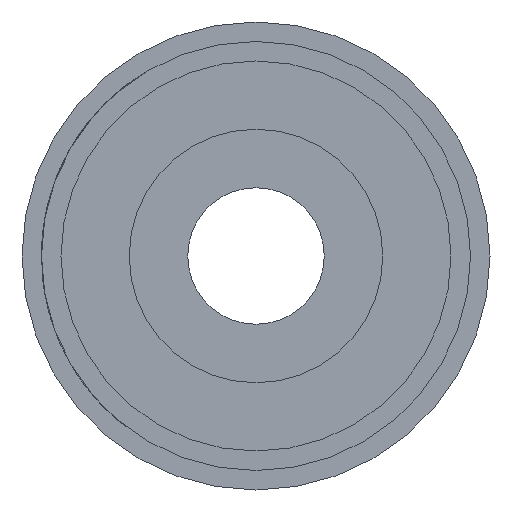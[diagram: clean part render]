
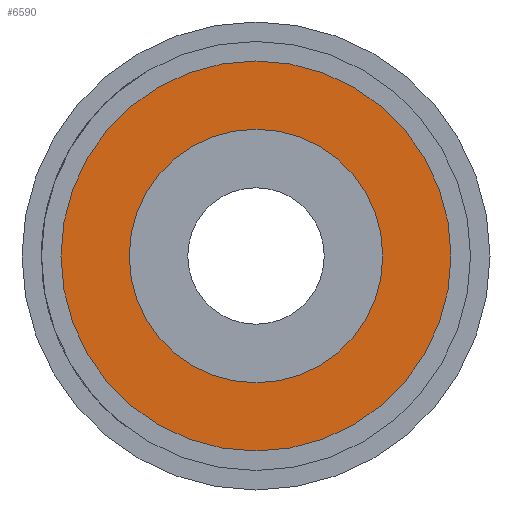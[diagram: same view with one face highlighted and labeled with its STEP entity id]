
A CAD part, left-side view. The second image highlights one B-rep face of the part: STEP entity #6590.
In plain terms, the highlighted planar face has unit normal (-1, 0, 0).
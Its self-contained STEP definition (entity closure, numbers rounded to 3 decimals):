
#566 = CARTESIAN_POINT ( 'NONE',  ( 0., 0., -10. ) ) ;
#1209 = ORIENTED_EDGE ( 'NONE', *, *, #6084, .F. ) ;
#1224 = PLANE ( 'NONE',  #1816 ) ;
#1816 = AXIS2_PLACEMENT_3D ( 'NONE', #2405, #5659, #2367 ) ;
#2172 = ORIENTED_EDGE ( 'NONE', *, *, #6573, .T. ) ;
#2344 = CARTESIAN_POINT ( 'NONE',  ( 0., 0., 0. ) ) ;
#2367 = DIRECTION ( 'NONE',  ( 0., 0., -1. ) ) ;
#2405 = CARTESIAN_POINT ( 'NONE',  ( 0., 0., 0. ) ) ;
#2530 = DIRECTION ( 'NONE',  ( 0., 0., 1. ) ) ;
#2634 = DIRECTION ( 'NONE',  ( 0., 0., 1. ) ) ;
#2688 = EDGE_LOOP ( 'NONE', ( #2172, #6884 ) ) ;
#2736 = VERTEX_POINT ( 'NONE', #8032 ) ;
#2921 = CIRCLE ( 'NONE', #7628, 6.5 ) ;
#3060 = CIRCLE ( 'NONE', #6655, 10. ) ;
#3105 = EDGE_CURVE ( 'NONE', #5139, #2736, #5126, .T. ) ;
#3241 = ORIENTED_EDGE ( 'NONE', *, *, #8298, .F. ) ;
#3303 = CARTESIAN_POINT ( 'NONE',  ( 0., 0., 6.5 ) ) ;
#3425 = DIRECTION ( 'NONE',  ( 0., 0., 1. ) ) ;
#3645 = VERTEX_POINT ( 'NONE', #3303 ) ;
#3830 = CARTESIAN_POINT ( 'NONE',  ( 0., 0., 0. ) ) ;
#4022 = DIRECTION ( 'NONE',  ( -1., 0., 0. ) ) ;
#4173 = AXIS2_PLACEMENT_3D ( 'NONE', #5920, #8493, #2634 ) ;
#4378 = DIRECTION ( 'NONE',  ( 0., 0., 1. ) ) ;
#4518 = CARTESIAN_POINT ( 'NONE',  ( 0., 0., -6.5 ) ) ;
#4990 = VERTEX_POINT ( 'NONE', #4518 ) ;
#5126 = CIRCLE ( 'NONE', #6788, 10. ) ;
#5139 = VERTEX_POINT ( 'NONE', #566 ) ;
#5174 = FACE_BOUND ( 'NONE', #6499, .T. ) ;
#5659 = DIRECTION ( 'NONE',  ( 1., 0., 0. ) ) ;
#5920 = CARTESIAN_POINT ( 'NONE',  ( 0., 0., 0. ) ) ;
#6084 = EDGE_CURVE ( 'NONE', #4990, #3645, #2921, .T. ) ;
#6499 = EDGE_LOOP ( 'NONE', ( #3241, #1209 ) ) ;
#6573 = EDGE_CURVE ( 'NONE', #2736, #5139, #3060, .T. ) ;
#6590 = ADVANCED_FACE ( 'NONE', ( #5174, #7821 ), #1224, .F. ) ;
#6655 = AXIS2_PLACEMENT_3D ( 'NONE', #3830, #8473, #2530 ) ;
#6717 = CARTESIAN_POINT ( 'NONE',  ( 0., 0., 0. ) ) ;
#6788 = AXIS2_PLACEMENT_3D ( 'NONE', #6717, #4022, #3425 ) ;
#6884 = ORIENTED_EDGE ( 'NONE', *, *, #3105, .T. ) ;
#7628 = AXIS2_PLACEMENT_3D ( 'NONE', #2344, #7634, #4378 ) ;
#7634 = DIRECTION ( 'NONE',  ( -1., 0., 0. ) ) ;
#7636 = CIRCLE ( 'NONE', #4173, 6.5 ) ;
#7821 = FACE_OUTER_BOUND ( 'NONE', #2688, .T. ) ;
#8032 = CARTESIAN_POINT ( 'NONE',  ( 0., 0., 10. ) ) ;
#8298 = EDGE_CURVE ( 'NONE', #3645, #4990, #7636, .T. ) ;
#8473 = DIRECTION ( 'NONE',  ( -1., 0., 0. ) ) ;
#8493 = DIRECTION ( 'NONE',  ( -1., 0., 0. ) ) ;
